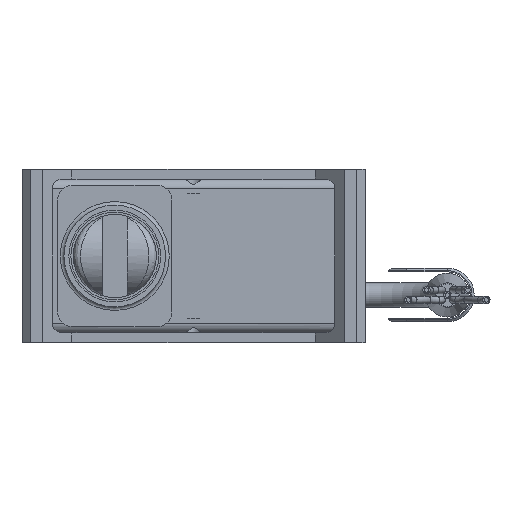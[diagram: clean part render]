
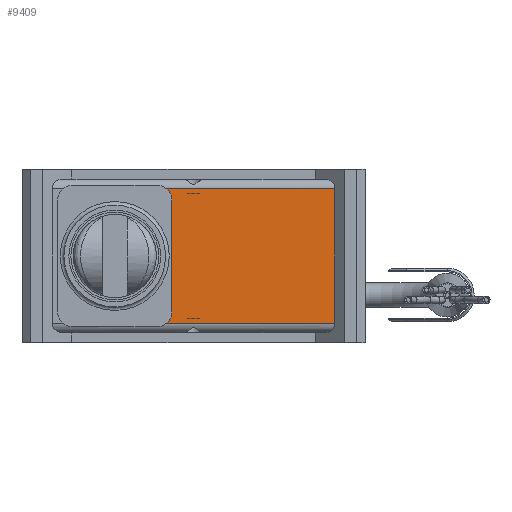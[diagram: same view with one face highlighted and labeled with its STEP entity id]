
A CAD part, left-side view. The second image highlights one B-rep face of the part: STEP entity #9409.
In plain terms, the highlighted planar face has unit normal (-1, 0, 0).
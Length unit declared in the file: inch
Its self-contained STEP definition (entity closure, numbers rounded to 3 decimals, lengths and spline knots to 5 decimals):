
#206=CIRCLE('',#9996,0.07874);
#208=CIRCLE('',#10000,0.07874);
#949=FACE_OUTER_BOUND('',#1457,.T.);
#1457=EDGE_LOOP('',(#6673,#6674,#6675,#6676,#6677,#6678));
#2104=LINE('',#15209,#2950);
#2119=LINE('',#15252,#2965);
#2120=LINE('',#15254,#2966);
#2121=LINE('',#15255,#2967);
#2950=VECTOR('',#11181,0.3937);
#2965=VECTOR('',#11226,0.3937);
#2966=VECTOR('',#11227,0.3937);
#2967=VECTOR('',#11228,0.3937);
#3815=VERTEX_POINT('',#15199);
#3816=VERTEX_POINT('',#15201);
#3818=VERTEX_POINT('',#15207);
#3820=VERTEX_POINT('',#15213);
#3831=VERTEX_POINT('',#15251);
#3832=VERTEX_POINT('',#15253);
#4869=EDGE_CURVE('',#3816,#3815,#206,.F.);
#4873=EDGE_CURVE('',#3815,#3818,#2104,.T.);
#4876=EDGE_CURVE('',#3818,#3820,#208,.F.);
#4894=EDGE_CURVE('',#3831,#3820,#2119,.T.);
#4895=EDGE_CURVE('',#3831,#3832,#2120,.T.);
#4896=EDGE_CURVE('',#3816,#3832,#2121,.T.);
#6673=ORIENTED_EDGE('',*,*,#4873,.T.);
#6674=ORIENTED_EDGE('',*,*,#4876,.T.);
#6675=ORIENTED_EDGE('',*,*,#4894,.F.);
#6676=ORIENTED_EDGE('',*,*,#4895,.T.);
#6677=ORIENTED_EDGE('',*,*,#4896,.F.);
#6678=ORIENTED_EDGE('',*,*,#4869,.T.);
#8525=PLANE('',#10012);
#9409=ADVANCED_FACE('',(#949),#8525,.T.);
#9996=AXIS2_PLACEMENT_3D('',#15202,#11174,#11175);
#10000=AXIS2_PLACEMENT_3D('',#15215,#11187,#11188);
#10012=AXIS2_PLACEMENT_3D('',#15250,#11224,#11225);
#11174=DIRECTION('center_axis',(-1.,0.,0.));
#11175=DIRECTION('ref_axis',(0.,-0.707,0.707));
#11181=DIRECTION('',(0.,0.,-1.));
#11187=DIRECTION('center_axis',(-1.,0.,0.));
#11188=DIRECTION('ref_axis',(0.,-0.707,-0.707));
#11224=DIRECTION('center_axis',(-1.,0.,0.));
#11225=DIRECTION('ref_axis',(0.,-1.,0.));
#11226=DIRECTION('',(0.,1.,0.));
#11227=DIRECTION('',(0.,0.,1.));
#11228=DIRECTION('',(0.,-1.,0.));
#15199=CARTESIAN_POINT('',(-4.33071,0.20234,0.4626));
#15201=CARTESIAN_POINT('',(-4.33071,0.28108,0.54134));
#15202=CARTESIAN_POINT('Origin',(-4.33071,0.28108,0.4626));
#15207=CARTESIAN_POINT('',(-4.33071,0.20234,-0.4626));
#15209=CARTESIAN_POINT('',(-4.33071,0.20234,0.27067));
#15213=CARTESIAN_POINT('',(-4.33071,0.28108,-0.54134));
#15215=CARTESIAN_POINT('Origin',(-4.33071,0.28108,-0.4626));
#15250=CARTESIAN_POINT('Origin',(-4.33071,1.30709,0.));
#15251=CARTESIAN_POINT('',(-4.33071,-1.14005,-0.54134));
#15252=CARTESIAN_POINT('',(-4.33071,0.65354,-0.54134));
#15253=CARTESIAN_POINT('',(-4.33071,-1.14005,0.54134));
#15254=CARTESIAN_POINT('',(-4.33071,-1.14005,0.31004));
#15255=CARTESIAN_POINT('',(-4.33071,0.65354,0.54134));
